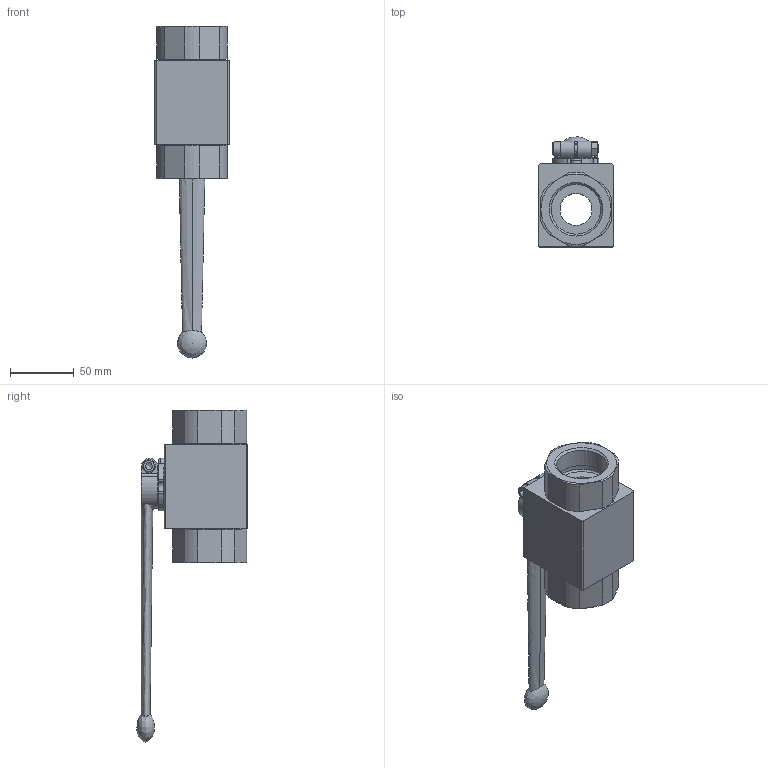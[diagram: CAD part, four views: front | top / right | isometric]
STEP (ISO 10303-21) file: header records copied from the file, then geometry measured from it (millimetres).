
FILE_DESCRIPTION((''),'2;1');
FILE_NAME('TP_17630.stp','2011-05-24T13:19:08',('jmartin'),(''),'Autodesk Inventor 2010','Autodesk Inventor 2010','');
FILE_SCHEMA(('AUTOMOTIVE_DESIGN { 1 0 10303 214 1 1 1 1 }'));
Length unit declared in the file: millimetre
Products named in the file (1): TP_17630
Bounding box: 58 x 86.6 x 259.92 mm (x, y, z)
Volume: 331476.1 mm3; surface area: 63450.4 mm2
Topology: 3 solids, 3 shells, 592 faces, 1565 edges, 1029 vertices
Faces by surface type: plane 375, bspline 135, cylinder 52, cone 25, torus 5
Full cylindrical faces by diameter (mm): 6 x2, 6.5 x2, 8 x1, 10 x1, 25 x1, 38.95 x2, 42.1 x2, 50 x2, 51 x1
Entity records: 20604 total; most frequent: CARTESIAN_POINT 7053, ORIENTED_EDGE 3028, DIRECTION 2265, EDGE_CURVE 1514, VECTOR 1063, LINE 1063, VERTEX_POINT 1018, EDGE_LOOP 694
